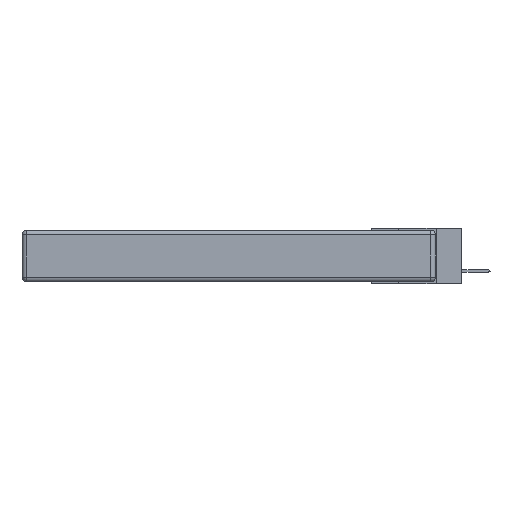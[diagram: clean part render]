
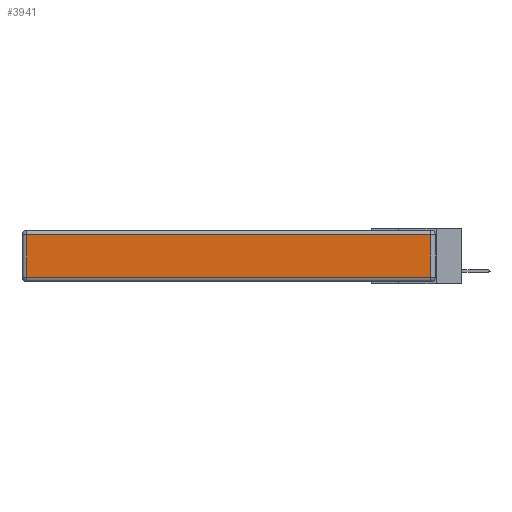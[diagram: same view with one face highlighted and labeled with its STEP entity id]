
A CAD part, left-side view. The second image highlights one B-rep face of the part: STEP entity #3941.
In plain terms, the highlighted planar face has unit normal (-1, 0, 0).
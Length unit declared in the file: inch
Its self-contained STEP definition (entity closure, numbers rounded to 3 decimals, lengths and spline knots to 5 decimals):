
#20 = DIRECTION ( 'NONE',  ( 0., -1., 0. ) ) ;
#817 = DIRECTION ( 'NONE',  ( 0., 0., 1. ) ) ;
#824 = VERTEX_POINT ( 'NONE', #1563 ) ;
#1188 = LINE ( 'NONE', #13431, #2784 ) ;
#1405 = EDGE_LOOP ( 'NONE', ( #9880, #11026, #4268, #2741 ) ) ;
#1563 = CARTESIAN_POINT ( 'NONE',  ( 0., 0.03, -0.03 ) ) ;
#1734 = CARTESIAN_POINT ( 'NONE',  ( 0., 0., -0.343 ) ) ;
#1892 = LINE ( 'NONE', #9157, #14012 ) ;
#1949 = AXIS2_PLACEMENT_3D ( 'NONE', #1734, #10038, #817 ) ;
#2185 = LINE ( 'NONE', #6554, #2720 ) ;
#2720 = VECTOR ( 'NONE', #20, 39.37008 ) ;
#2741 = ORIENTED_EDGE ( 'NONE', *, *, #4517, .T. ) ;
#2784 = VECTOR ( 'NONE', #6860, 39.37008 ) ;
#2835 = PLANE ( 'NONE',  #1949 ) ;
#3128 = CARTESIAN_POINT ( 'NONE',  ( 0., 2.72, -0.03 ) ) ;
#3941 = ADVANCED_FACE ( 'NONE', ( #9495 ), #2835, .T. ) ;
#4268 = ORIENTED_EDGE ( 'NONE', *, *, #6295, .T. ) ;
#4517 = EDGE_CURVE ( 'NONE', #9243, #7387, #1892, .T. ) ;
#5082 = CARTESIAN_POINT ( 'NONE',  ( 0., 0.03, -0.343 ) ) ;
#5924 = EDGE_CURVE ( 'NONE', #12688, #824, #8992, .T. ) ;
#6295 = EDGE_CURVE ( 'NONE', #824, #9243, #1188, .T. ) ;
#6554 = CARTESIAN_POINT ( 'NONE',  ( 0., 0., -0.313 ) ) ;
#6860 = DIRECTION ( 'NONE',  ( 0., 1., 0. ) ) ;
#6939 = DIRECTION ( 'NONE',  ( 0., 0., -1. ) ) ;
#7387 = VERTEX_POINT ( 'NONE', #13289 ) ;
#8249 = EDGE_CURVE ( 'NONE', #7387, #12688, #2185, .T. ) ;
#8992 = LINE ( 'NONE', #5082, #14584 ) ;
#9153 = CARTESIAN_POINT ( 'NONE',  ( 0., 0.03, -0.313 ) ) ;
#9157 = CARTESIAN_POINT ( 'NONE',  ( 0., 2.72, -0.343 ) ) ;
#9243 = VERTEX_POINT ( 'NONE', #3128 ) ;
#9495 = FACE_OUTER_BOUND ( 'NONE', #1405, .T. ) ;
#9880 = ORIENTED_EDGE ( 'NONE', *, *, #8249, .T. ) ;
#10038 = DIRECTION ( 'NONE',  ( -1., 0., 0. ) ) ;
#11026 = ORIENTED_EDGE ( 'NONE', *, *, #5924, .T. ) ;
#12688 = VERTEX_POINT ( 'NONE', #9153 ) ;
#12821 = DIRECTION ( 'NONE',  ( 0., 0., 1. ) ) ;
#13289 = CARTESIAN_POINT ( 'NONE',  ( 0., 2.72, -0.313 ) ) ;
#13431 = CARTESIAN_POINT ( 'NONE',  ( 0., 2.75, -0.03 ) ) ;
#14012 = VECTOR ( 'NONE', #6939, 39.37008 ) ;
#14584 = VECTOR ( 'NONE', #12821, 39.37008 ) ;
